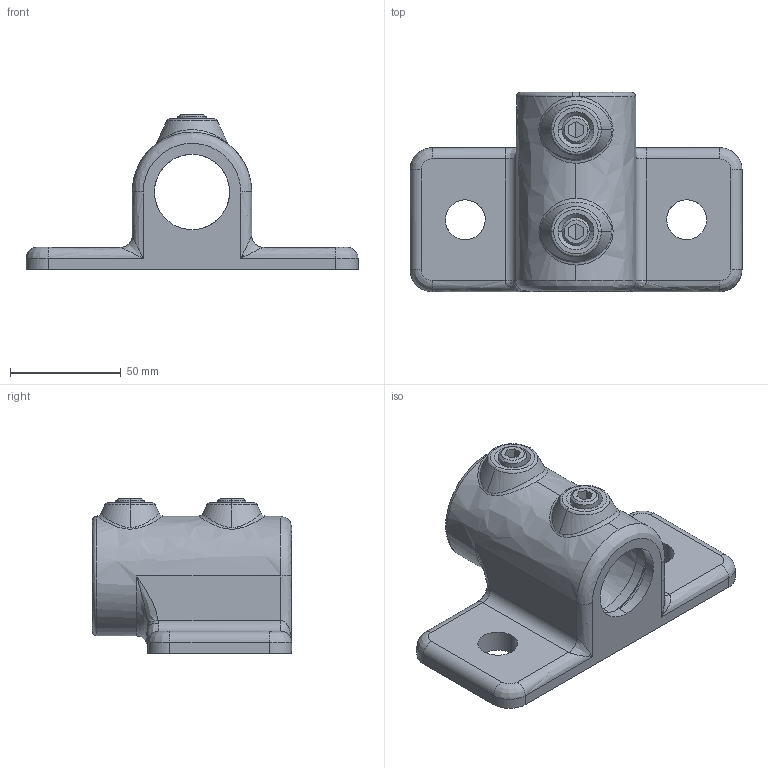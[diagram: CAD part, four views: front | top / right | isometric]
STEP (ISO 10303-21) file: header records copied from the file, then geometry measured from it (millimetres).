
FILE_DESCRIPTION (( 'STEP AP203' ), '1' );
FILE_NAME ('16141C.STEP', '2020-08-15T16:51:21', ( '' ), ( '' ), 'SwSTEP 2.0', 'SolidWorks 2018', '' );
FILE_SCHEMA (( 'CONFIG_CONTROL_DESIGN' ));
Length unit declared in the file: millimetre
Products named in the file (1): 16141C
Bounding box: 150 x 90 x 70 mm (x, y, z)
Volume: 162277.1 mm3; surface area: 52134.9 mm2
Topology: 3 solids, 3 shells, 163 faces, 392 edges, 224 vertices
Faces by surface type: bspline 163
Entity records: 12311 total; most frequent: CARTESIAN_POINT 10035, ORIENTED_EDGE 752, EDGE_CURVE 376, B_SPLINE_CURVE_WITH_KNOTS 258, VERTEX_POINT 224, EDGE_LOOP 182, ADVANCED_FACE 163, FACE_OUTER_BOUND 163
